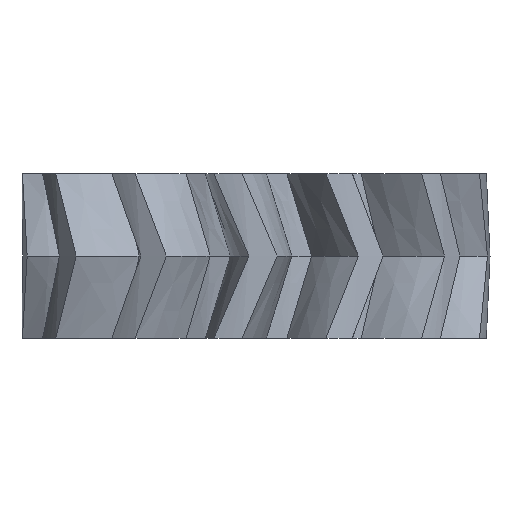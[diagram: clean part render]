
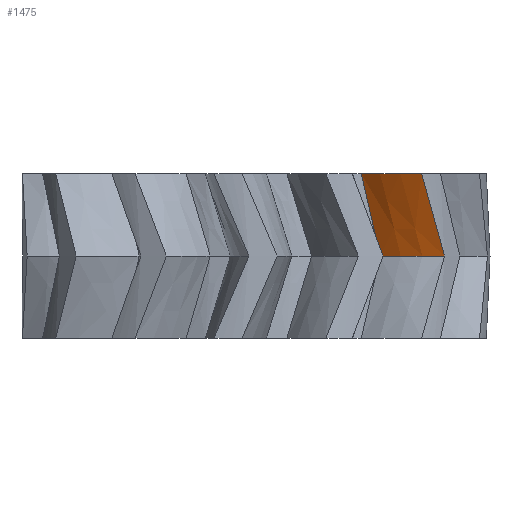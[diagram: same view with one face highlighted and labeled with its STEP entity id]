
A CAD part, left-side view. The second image highlights one B-rep face of the part: STEP entity #1475.
In plain terms, the highlighted free-form (B-spline) face has degree [3, 3] with [4, 4] control points.
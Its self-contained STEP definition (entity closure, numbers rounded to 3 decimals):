
#49=B_SPLINE_CURVE_WITH_KNOTS('',3,(#2038,#2039,#2040,#2041),
 .UNSPECIFIED.,.F.,.F.,(4,4),(0.,0.416),.UNSPECIFIED.);
#50=B_SPLINE_CURVE_WITH_KNOTS('',3,(#2043,#2044,#2045,#2046),
 .UNSPECIFIED.,.F.,.F.,(4,4),(0.,0.15),.UNSPECIFIED.);
#51=B_SPLINE_CURVE_WITH_KNOTS('',3,(#2048,#2049,#2050,#2051),
 .UNSPECIFIED.,.F.,.F.,(4,4),(-0.377,0.),.UNSPECIFIED.);
#52=B_SPLINE_CURVE_WITH_KNOTS('',3,(#2052,#2053,#2054,#2055),
 .UNSPECIFIED.,.F.,.F.,(4,4),(0.,0.15),.UNSPECIFIED.);
#249=B_SPLINE_SURFACE_WITH_KNOTS('',3,3,((#2020,#2021,#2022,#2023),(#2024,
#2025,#2026,#2027),(#2028,#2029,#2030,#2031),(#2032,#2033,#2034,#2035)),
 .UNSPECIFIED.,.F.,.F.,.F.,(4,4),(4,4),(-0.377,0.),(0.,0.15),
 .UNSPECIFIED.);
#328=FACE_OUTER_BOUND('',#422,.T.);
#422=EDGE_LOOP('',(#990,#991,#992,#993));
#566=VERTEX_POINT('',#2036);
#567=VERTEX_POINT('',#2037);
#568=VERTEX_POINT('',#2042);
#569=VERTEX_POINT('',#2047);
#732=EDGE_CURVE('',#566,#567,#49,.T.);
#733=EDGE_CURVE('',#568,#567,#50,.T.);
#734=EDGE_CURVE('',#569,#568,#51,.T.);
#735=EDGE_CURVE('',#569,#566,#52,.T.);
#990=ORIENTED_EDGE('',*,*,#732,.T.);
#991=ORIENTED_EDGE('',*,*,#733,.F.);
#992=ORIENTED_EDGE('',*,*,#734,.F.);
#993=ORIENTED_EDGE('',*,*,#735,.T.);
#1475=ADVANCED_FACE('',(#328),#249,.F.);
#2020=CARTESIAN_POINT('Ctrl Pts',(-8.149,-6.384,10.));
#2021=CARTESIAN_POINT('Ctrl Pts',(-7.829,-6.792,8.333));
#2022=CARTESIAN_POINT('Ctrl Pts',(-7.478,-7.177,6.667));
#2023=CARTESIAN_POINT('Ctrl Pts',(-7.101,-7.532,5.));
#2024=CARTESIAN_POINT('Ctrl Pts',(-9.005,-7.472,10.));
#2025=CARTESIAN_POINT('Ctrl Pts',(-8.63,-7.923,8.333));
#2026=CARTESIAN_POINT('Ctrl Pts',(-8.222,-8.346,6.667));
#2027=CARTESIAN_POINT('Ctrl Pts',(-7.784,-8.736,5.));
#2028=CARTESIAN_POINT('Ctrl Pts',(-9.653,-8.722,10.));
#2029=CARTESIAN_POINT('Ctrl Pts',(-9.216,-9.206,8.333));
#2030=CARTESIAN_POINT('Ctrl Pts',(-8.743,-9.657,6.667));
#2031=CARTESIAN_POINT('Ctrl Pts',(-8.238,-10.07,5.));
#2032=CARTESIAN_POINT('Ctrl Pts',(-10.049,-10.049,10.));
#2033=CARTESIAN_POINT('Ctrl Pts',(-9.545,-10.552,8.333));
#2034=CARTESIAN_POINT('Ctrl Pts',(-9.004,-11.018,6.667));
#2035=CARTESIAN_POINT('Ctrl Pts',(-8.43,-11.44,5.));
#2036=CARTESIAN_POINT('',(-7.101,-7.532,5.));
#2037=CARTESIAN_POINT('',(-8.43,-11.44,5.));
#2038=CARTESIAN_POINT('Ctrl Pts',(-7.101,-7.532,5.));
#2039=CARTESIAN_POINT('Ctrl Pts',(-7.784,-8.736,5.));
#2040=CARTESIAN_POINT('Ctrl Pts',(-8.238,-10.07,5.));
#2041=CARTESIAN_POINT('Ctrl Pts',(-8.43,-11.44,5.));
#2042=CARTESIAN_POINT('',(-10.049,-10.049,10.));
#2043=CARTESIAN_POINT('Ctrl Pts',(-10.049,-10.049,10.));
#2044=CARTESIAN_POINT('Ctrl Pts',(-9.545,-10.552,8.333));
#2045=CARTESIAN_POINT('Ctrl Pts',(-9.004,-11.018,6.667));
#2046=CARTESIAN_POINT('Ctrl Pts',(-8.43,-11.44,5.));
#2047=CARTESIAN_POINT('',(-8.149,-6.384,10.));
#2048=CARTESIAN_POINT('Ctrl Pts',(-8.149,-6.384,10.));
#2049=CARTESIAN_POINT('Ctrl Pts',(-9.005,-7.472,10.));
#2050=CARTESIAN_POINT('Ctrl Pts',(-9.653,-8.722,10.));
#2051=CARTESIAN_POINT('Ctrl Pts',(-10.049,-10.049,10.));
#2052=CARTESIAN_POINT('Ctrl Pts',(-8.149,-6.384,10.));
#2053=CARTESIAN_POINT('Ctrl Pts',(-7.829,-6.792,8.333));
#2054=CARTESIAN_POINT('Ctrl Pts',(-7.478,-7.177,6.667));
#2055=CARTESIAN_POINT('Ctrl Pts',(-7.101,-7.532,5.));
